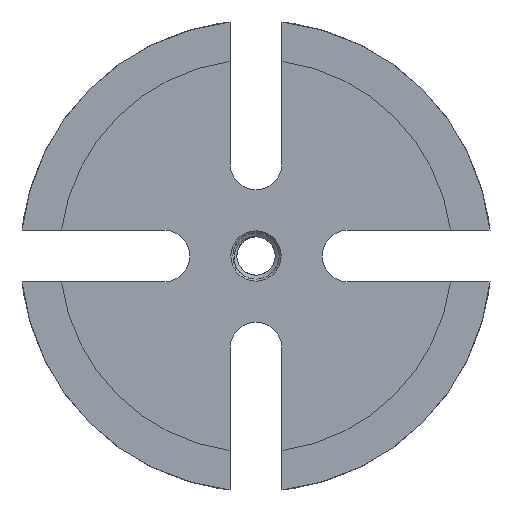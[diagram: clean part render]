
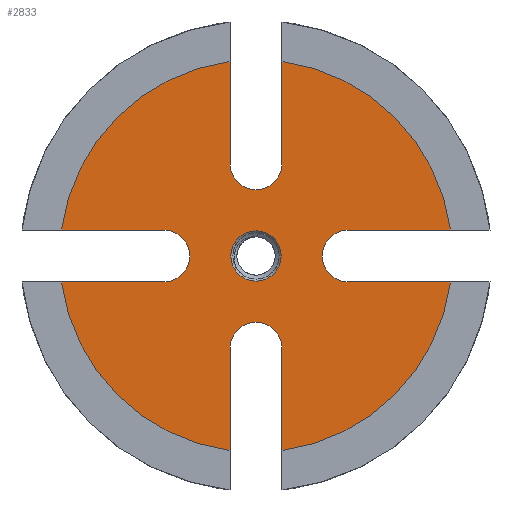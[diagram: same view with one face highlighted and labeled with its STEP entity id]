
A CAD part, front view. The second image highlights one B-rep face of the part: STEP entity #2833.
In plain terms, the highlighted planar face has unit normal (0, -1, 0).
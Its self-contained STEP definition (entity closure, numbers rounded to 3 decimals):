
#1059=CARTESIAN_POINT('',(21.434,25.583,47.174));
#1060=DIRECTION('',(0.,-1.,0.));
#1061=DIRECTION('',(-0.133,0.,0.991));
#1062=AXIS2_PLACEMENT_3D('',#1059,#1060,#1061);
#1064=DIRECTION('',(0.,0.,1.));
#1065=VECTOR('',#1064,13.238);
#1066=CARTESIAN_POINT('',(18.068,25.583,59.112));
#1067=LINE('',#1066,#1065);
#1068=CARTESIAN_POINT('',(21.434,25.583,59.112));
#1069=DIRECTION('',(0.,1.,0.));
#1070=DIRECTION('',(1.,0.,0.));
#1071=AXIS2_PLACEMENT_3D('',#1068,#1069,#1070);
#1073=CARTESIAN_POINT('',(21.434,25.583,47.174));
#1074=DIRECTION('',(0.,-1.,0.));
#1075=DIRECTION('',(0.991,0.,0.133));
#1076=AXIS2_PLACEMENT_3D('',#1073,#1074,#1075);
#1078=DIRECTION('',(1.,0.,0.));
#1079=VECTOR('',#1078,13.238);
#1080=CARTESIAN_POINT('',(33.372,25.583,50.54));
#1081=LINE('',#1080,#1079);
#1082=CARTESIAN_POINT('',(33.372,25.583,47.174));
#1083=DIRECTION('',(0.,1.,0.));
#1084=DIRECTION('',(0.,0.,-1.));
#1085=AXIS2_PLACEMENT_3D('',#1082,#1083,#1084);
#1087=CARTESIAN_POINT('',(21.434,25.583,47.174));
#1088=DIRECTION('',(0.,-1.,0.));
#1089=DIRECTION('',(0.133,0.,-0.991));
#1090=AXIS2_PLACEMENT_3D('',#1087,#1088,#1089);
#1092=DIRECTION('',(0.,0.,-1.));
#1093=VECTOR('',#1092,13.238);
#1094=CARTESIAN_POINT('',(24.799,25.583,35.236));
#1095=LINE('',#1094,#1093);
#1096=CARTESIAN_POINT('',(21.434,25.583,35.236));
#1097=DIRECTION('',(0.,1.,0.));
#1098=DIRECTION('',(0.,0.,1.));
#1099=AXIS2_PLACEMENT_3D('',#1096,#1097,#1098);
#1101=CARTESIAN_POINT('',(21.434,25.583,35.236));
#1102=DIRECTION('',(0.,1.,0.));
#1103=DIRECTION('',(-1.,0.,0.));
#1104=AXIS2_PLACEMENT_3D('',#1101,#1102,#1103);
#1106=CARTESIAN_POINT('',(21.434,25.583,47.174));
#1107=DIRECTION('',(0.,-1.,0.));
#1108=DIRECTION('',(-0.991,0.,-0.133));
#1109=AXIS2_PLACEMENT_3D('',#1106,#1107,#1108);
#1111=DIRECTION('',(-1.,0.,0.));
#1112=VECTOR('',#1111,13.238);
#1113=CARTESIAN_POINT('',(9.496,25.583,43.809));
#1114=LINE('',#1113,#1112);
#1115=CARTESIAN_POINT('',(9.496,25.583,47.174));
#1116=DIRECTION('',(0.,1.,0.));
#1117=DIRECTION('',(0.,0.,1.));
#1118=AXIS2_PLACEMENT_3D('',#1115,#1116,#1117);
#1120=CARTESIAN_POINT('',(21.434,25.583,47.174));
#1121=DIRECTION('',(0.,1.,0.));
#1122=DIRECTION('',(0.,0.,-1.));
#1123=AXIS2_PLACEMENT_3D('',#1120,#1121,#1122);
#1125=CARTESIAN_POINT('',(21.434,25.583,47.174));
#1126=DIRECTION('',(0.,1.,0.));
#1127=DIRECTION('',(0.,0.,1.));
#1128=AXIS2_PLACEMENT_3D('',#1125,#1126,#1127);
#1246=DIRECTION('',(-1.,0.,0.));
#1247=VECTOR('',#1246,13.238);
#1248=CARTESIAN_POINT('',(9.496,25.583,50.54));
#1249=LINE('',#1248,#1247);
#1270=DIRECTION('',(0.,0.,-1.));
#1271=VECTOR('',#1270,13.238);
#1272=CARTESIAN_POINT('',(18.068,25.583,35.236));
#1273=LINE('',#1272,#1271);
#1473=DIRECTION('',(1.,0.,0.));
#1474=VECTOR('',#1473,13.238);
#1475=CARTESIAN_POINT('',(33.372,25.583,43.809));
#1476=LINE('',#1475,#1474);
#1567=DIRECTION('',(0.,0.,1.));
#1568=VECTOR('',#1567,13.238);
#1569=CARTESIAN_POINT('',(24.799,25.583,59.112));
#1570=LINE('',#1569,#1568);
#1988=CARTESIAN_POINT('',(-3.743,25.583,43.809));
#1989=CARTESIAN_POINT('',(18.068,25.583,21.998));
#1990=VERTEX_POINT('',#1988);
#1991=VERTEX_POINT('',#1989);
#1994=CARTESIAN_POINT('',(46.61,25.583,50.54));
#1996=VERTEX_POINT('',#1994);
#1998=CARTESIAN_POINT('',(21.434,25.583,43.92));
#2000=VERTEX_POINT('',#1998);
#2010=CARTESIAN_POINT('',(18.068,25.583,59.112));
#2011=CARTESIAN_POINT('',(18.068,25.583,72.35));
#2012=VERTEX_POINT('',#2010);
#2013=VERTEX_POINT('',#2011);
#2014=CARTESIAN_POINT('',(33.372,25.583,50.54));
#2015=VERTEX_POINT('',#2014);
#2016=CARTESIAN_POINT('',(24.799,25.583,59.112));
#2017=CARTESIAN_POINT('',(24.799,25.583,72.35));
#2018=VERTEX_POINT('',#2016);
#2019=VERTEX_POINT('',#2017);
#2020=CARTESIAN_POINT('',(9.496,25.583,50.54));
#2021=CARTESIAN_POINT('',(-3.743,25.583,50.54));
#2022=VERTEX_POINT('',#2020);
#2023=VERTEX_POINT('',#2021);
#2038=CARTESIAN_POINT('',(21.434,25.583,50.428));
#2039=VERTEX_POINT('',#2038);
#2041=CARTESIAN_POINT('',(46.61,25.583,43.809));
#2043=VERTEX_POINT('',#2041);
#2054=CARTESIAN_POINT('',(9.496,25.583,43.809));
#2055=VERTEX_POINT('',#2054);
#2058=CARTESIAN_POINT('',(18.068,25.583,35.236));
#2059=VERTEX_POINT('',#2058);
#2062=CARTESIAN_POINT('',(24.799,25.583,21.998));
#2063=VERTEX_POINT('',#2062);
#2074=CARTESIAN_POINT('',(24.799,25.583,35.236));
#2075=VERTEX_POINT('',#2074);
#2092=CARTESIAN_POINT('',(33.372,25.583,43.809));
#2093=VERTEX_POINT('',#2092);
#2120=CARTESIAN_POINT('',(21.434,25.583,38.602));
#2121=VERTEX_POINT('',#2120);
#2788=CARTESIAN_POINT('',(21.434,25.583,6.109));
#2789=DIRECTION('',(0.,-1.,0.));
#2790=DIRECTION('',(0.,0.,-1.));
#2791=AXIS2_PLACEMENT_3D('',#2788,#2789,#2790);
#2792=PLANE('',#2791);
#2794=ORIENTED_EDGE('',*,*,#2793,.F.);
#2796=ORIENTED_EDGE('',*,*,#2795,.F.);
#2798=ORIENTED_EDGE('',*,*,#2797,.F.);
#2800=ORIENTED_EDGE('',*,*,#2799,.T.);
#2802=ORIENTED_EDGE('',*,*,#2801,.F.);
#2804=ORIENTED_EDGE('',*,*,#2803,.F.);
#2806=ORIENTED_EDGE('',*,*,#2805,.F.);
#2808=ORIENTED_EDGE('',*,*,#2807,.T.);
#2810=ORIENTED_EDGE('',*,*,#2809,.F.);
#2812=ORIENTED_EDGE('',*,*,#2811,.F.);
#2814=ORIENTED_EDGE('',*,*,#2813,.F.);
#2816=ORIENTED_EDGE('',*,*,#2815,.F.);
#2818=ORIENTED_EDGE('',*,*,#2817,.T.);
#2820=ORIENTED_EDGE('',*,*,#2819,.F.);
#2822=ORIENTED_EDGE('',*,*,#2821,.F.);
#2824=ORIENTED_EDGE('',*,*,#2823,.F.);
#2826=ORIENTED_EDGE('',*,*,#2825,.T.);
#2827=EDGE_LOOP('',(#2794,#2796,#2798,#2800,#2802,#2804,#2806,#2808,#2810,#2812,
#2814,#2816,#2818,#2820,#2822,#2824,#2826));
#2828=FACE_OUTER_BOUND('',#2827,.F.);
#2829=ORIENTED_EDGE('',*,*,#2782,.F.);
#2830=ORIENTED_EDGE('',*,*,#2767,.F.);
#2831=EDGE_LOOP('',(#2829,#2830));
#2832=FACE_BOUND('',#2831,.F.);
#2833=ADVANCED_FACE('',(#2828,#2832),#2792,.T.);
#1063=CIRCLE('',#1062,25.4);
#1072=CIRCLE('',#1071,3.366);
#1077=CIRCLE('',#1076,25.4);
#1086=CIRCLE('',#1085,3.366);
#1091=CIRCLE('',#1090,25.4);
#1100=CIRCLE('',#1099,3.366);
#1105=CIRCLE('',#1104,3.366);
#1110=CIRCLE('',#1109,25.4);
#1119=CIRCLE('',#1118,3.366);
#1124=CIRCLE('',#1123,3.254);
#1129=CIRCLE('',#1128,3.254);
#2767=EDGE_CURVE('',#2039,#2000,#1129,.T.);
#2782=EDGE_CURVE('',#2000,#2039,#1124,.T.);
#2793=EDGE_CURVE('',#2013,#2023,#1063,.T.);
#2795=EDGE_CURVE('',#2012,#2013,#1067,.T.);
#2797=EDGE_CURVE('',#2018,#2012,#1072,.T.);
#2799=EDGE_CURVE('',#2018,#2019,#1570,.T.);
#2801=EDGE_CURVE('',#1996,#2019,#1077,.T.);
#2803=EDGE_CURVE('',#2015,#1996,#1081,.T.);
#2805=EDGE_CURVE('',#2093,#2015,#1086,.T.);
#2807=EDGE_CURVE('',#2093,#2043,#1476,.T.);
#2809=EDGE_CURVE('',#2063,#2043,#1091,.T.);
#2811=EDGE_CURVE('',#2075,#2063,#1095,.T.);
#2813=EDGE_CURVE('',#2121,#2075,#1100,.T.);
#2815=EDGE_CURVE('',#2059,#2121,#1105,.T.);
#2817=EDGE_CURVE('',#2059,#1991,#1273,.T.);
#2819=EDGE_CURVE('',#1990,#1991,#1110,.T.);
#2821=EDGE_CURVE('',#2055,#1990,#1114,.T.);
#2823=EDGE_CURVE('',#2022,#2055,#1119,.T.);
#2825=EDGE_CURVE('',#2022,#2023,#1249,.T.);
